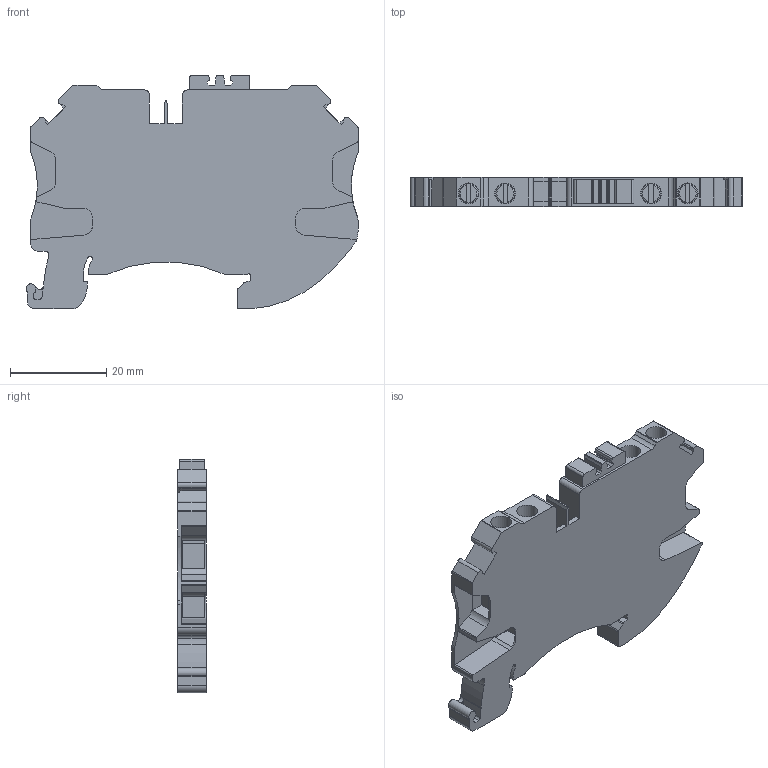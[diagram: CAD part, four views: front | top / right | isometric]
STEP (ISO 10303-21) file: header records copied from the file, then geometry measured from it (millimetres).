
FILE_DESCRIPTION(/* description */ ('Unknown'),/* implementation_level */ '2;1');
FILE_NAME(/* name */ 'TQKFT4_2X2_SOLID',/* time_stamp */ '2025-08-12T09:43:31+05:00',/* author */ ('Unknown'),/* organization */ ('Unknown'),/* preprocessor_version */ 'ST-DEVELOPER v16.7',/* originating_system */ 'Solid Edge',/* authorisation */ 'Unknown');
FILE_SCHEMA (('AUTOMOTIVE_DESIGN {1 0 10303 214 3 1 1}'));
Length unit declared in the file: millimetre
Products named in the file (1): TQKFT4_2X2_SOLID
Bounding box: 68.99 x 6 x 48.58 mm (x, y, z)
Volume: 13059.8 mm3; surface area: 8479.5 mm2
Topology: 1 solids, 1 shells, 261 faces, 752 edges, 502 vertices
Faces by surface type: plane 161, cylinder 88, torus 12
Full cylindrical faces by diameter (mm): 4 x4, 4.3 x4
Entity records: 10355 total; most frequent: CARTESIAN_POINT 1540, ORIENTED_EDGE 1468, DIRECTION 1460, EDGE_CURVE 734, LINE 500, VECTOR 500, VERTEX_POINT 496, AXIS2_PLACEMENT_3D 480
